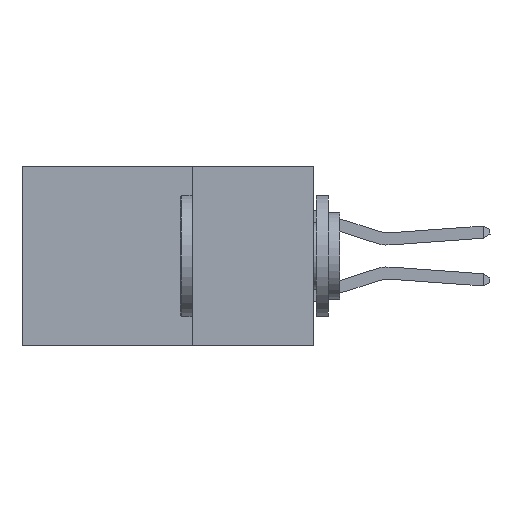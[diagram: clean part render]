
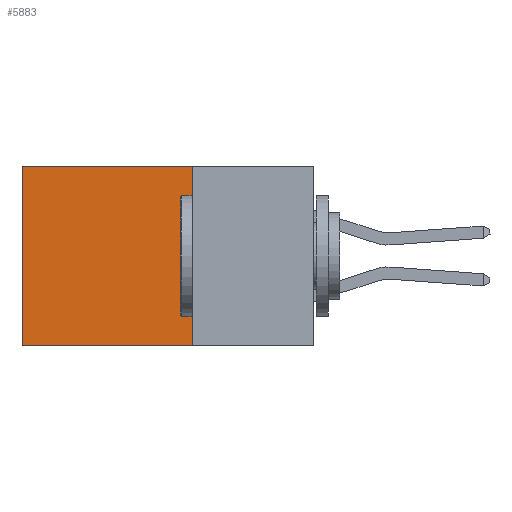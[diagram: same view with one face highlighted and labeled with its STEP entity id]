
A CAD part, left-side view. The second image highlights one B-rep face of the part: STEP entity #5883.
In plain terms, the highlighted planar face has unit normal (-1, 0, 0).
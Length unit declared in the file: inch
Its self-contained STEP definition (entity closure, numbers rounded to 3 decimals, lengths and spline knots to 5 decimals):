
#90 = PLANE ( 'NONE',  #10212 ) ;
#542 = VERTEX_POINT ( 'NONE', #8419 ) ;
#861 = VECTOR ( 'NONE', #3833, 39.37008 ) ;
#2816 = CARTESIAN_POINT ( 'NONE',  ( 0.2875, 0.25, 0. ) ) ;
#3832 = LINE ( 'NONE', #7563, #861 ) ;
#3833 = DIRECTION ( 'NONE',  ( 0., 0., -1. ) ) ;
#4065 = CARTESIAN_POINT ( 'NONE',  ( 0.2875, 0.25, -0.37 ) ) ;
#5476 = DIRECTION ( 'NONE',  ( 0., 1., 0. ) ) ;
#5520 = DIRECTION ( 'NONE',  ( 1., 0., 0. ) ) ;
#5872 = VERTEX_POINT ( 'NONE', #8077 ) ;
#5883 = ADVANCED_FACE ( 'NONE', ( #11829 ), #90, .F. ) ;
#6477 = ORIENTED_EDGE ( 'NONE', *, *, #13179, .F. ) ;
#7059 = EDGE_CURVE ( 'NONE', #5872, #542, #13699, .T. ) ;
#7563 = CARTESIAN_POINT ( 'NONE',  ( 0.2875, 0.25, 0. ) ) ;
#8077 = CARTESIAN_POINT ( 'NONE',  ( 0.2875, 0.25, -0.37 ) ) ;
#8419 = CARTESIAN_POINT ( 'NONE',  ( 0.2875, 0.6, -0.37 ) ) ;
#8740 = CARTESIAN_POINT ( 'NONE',  ( 0.2875, 0.6, 0. ) ) ;
#9380 = CARTESIAN_POINT ( 'NONE',  ( 0.2875, 0.25, 0. ) ) ;
#10037 = VERTEX_POINT ( 'NONE', #13447 ) ;
#10196 = VECTOR ( 'NONE', #12248, 39.37008 ) ;
#10212 = AXIS2_PLACEMENT_3D ( 'NONE', #2816, #5520, #12230 ) ;
#11425 = DIRECTION ( 'NONE',  ( 0., 0., -1. ) ) ;
#11829 = FACE_OUTER_BOUND ( 'NONE', #15027, .T. ) ;
#11935 = EDGE_CURVE ( 'NONE', #10037, #15340, #15479, .T. ) ;
#11948 = VECTOR ( 'NONE', #11425, 39.37008 ) ;
#12230 = DIRECTION ( 'NONE',  ( 0., 0., -1. ) ) ;
#12248 = DIRECTION ( 'NONE',  ( 0., 1., 0. ) ) ;
#12953 = ORIENTED_EDGE ( 'NONE', *, *, #11935, .T. ) ;
#13179 = EDGE_CURVE ( 'NONE', #10037, #5872, #3832, .T. ) ;
#13447 = CARTESIAN_POINT ( 'NONE',  ( 0.2875, 0.25, 0. ) ) ;
#13699 = LINE ( 'NONE', #4065, #14115 ) ;
#13842 = ORIENTED_EDGE ( 'NONE', *, *, #7059, .F. ) ;
#14115 = VECTOR ( 'NONE', #5476, 39.37008 ) ;
#14744 = ORIENTED_EDGE ( 'NONE', *, *, #16193, .T. ) ;
#14904 = LINE ( 'NONE', #8740, #11948 ) ;
#15027 = EDGE_LOOP ( 'NONE', ( #14744, #13842, #6477, #12953 ) ) ;
#15340 = VERTEX_POINT ( 'NONE', #16859 ) ;
#15479 = LINE ( 'NONE', #9380, #10196 ) ;
#16193 = EDGE_CURVE ( 'NONE', #15340, #542, #14904, .T. ) ;
#16859 = CARTESIAN_POINT ( 'NONE',  ( 0.2875, 0.6, 0. ) ) ;
